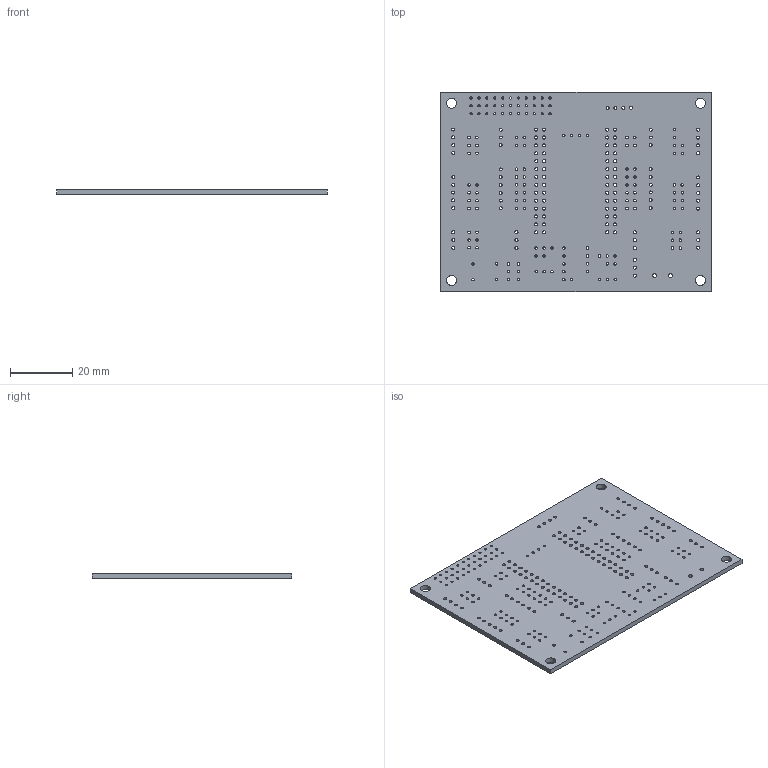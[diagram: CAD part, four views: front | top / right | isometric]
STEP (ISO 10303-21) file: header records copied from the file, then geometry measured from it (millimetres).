
FILE_DESCRIPTION(('KiCad electronic assembly'),'2;1');
FILE_NAME('autocar_motcntr_v1.step','2023-07-10T23:27:14',('Pcbnew'),( 'Kicad'),'Open CASCADE STEP processor 7.6','KiCad to STEP converter' ,'Unknown');
FILE_SCHEMA(('AUTOMOTIVE_DESIGN { 1 0 10303 214 1 1 1 1 }'));
Length unit declared in the file: millimetre
Products named in the file (2): autocar_motcntr_v1 1; autocar_motcntr_v1 PCB
Assembly tree (1 placements, depth 2):
  autocar_motcntr_v1 1
    autocar_motcntr_v1 PCB
Bounding box: 87 x 64 x 1.6 mm (x, y, z)
Volume: 8609 mm3; surface area: 12434.3 mm2
Topology: 1 solids, 1 shells, 268 faces, 798 edges, 532 vertices
Faces by surface type: cylinder 262, plane 6
Full cylindrical faces by diameter (mm): 0.7 x33, 0.762 x4, 0.8 x104, 0.813 x4, 0.95 x46, 1 x65, 1.3 x2, 3.2 x4
Entity records: 22367 total; most frequent: CARTESIAN_POINT 6340, DIRECTION 2934, ORIENTED_EDGE 1596, PCURVE 1596, DEFINITIONAL_REPRESENTATION 1596, LINE 1346, VECTOR 1346, EDGE_CURVE 798
